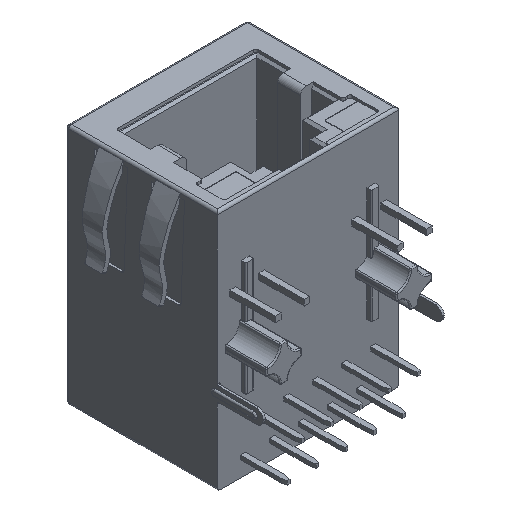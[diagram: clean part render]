
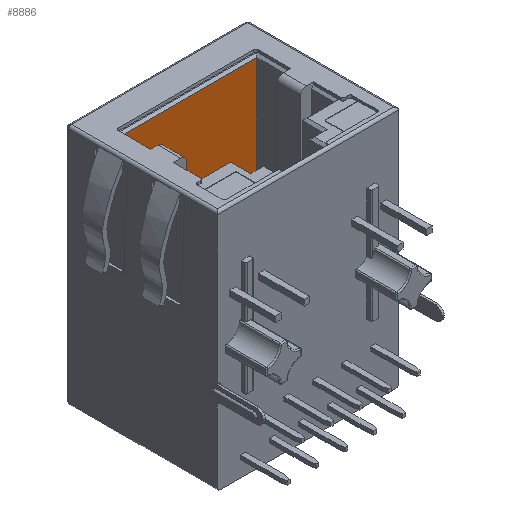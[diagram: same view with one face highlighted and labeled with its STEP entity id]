
A CAD part, isometric view. The second image highlights one B-rep face of the part: STEP entity #8886.
In plain terms, the highlighted planar face has unit normal (0, -1, 0).
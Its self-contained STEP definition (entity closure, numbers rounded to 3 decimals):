
#33 = DIRECTION ( 'NONE',  ( -1., 0., 0. ) ) ;
#225 = ORIENTED_EDGE ( 'NONE', *, *, #9992, .F. ) ;
#1440 = CARTESIAN_POINT ( 'NONE',  ( 5.95, 3.8, 20.8 ) ) ;
#2416 = VECTOR ( 'NONE', #33, 1000. ) ;
#2981 = VERTEX_POINT ( 'NONE', #9192 ) ;
#4264 = LINE ( 'NONE', #24350, #11406 ) ;
#4397 = DIRECTION ( 'NONE',  ( 0., 0., -1. ) ) ;
#5419 = CARTESIAN_POINT ( 'NONE',  ( -5.95, 3.8, 20.8 ) ) ;
#6552 = CARTESIAN_POINT ( 'NONE',  ( -5.95, 3.8, 20.8 ) ) ;
#6851 = VECTOR ( 'NONE', #7302, 1000. ) ;
#7147 = CARTESIAN_POINT ( 'NONE',  ( 5.95, 3.8, 21.25 ) ) ;
#7302 = DIRECTION ( 'NONE',  ( 0., 0., -1. ) ) ;
#7427 = LINE ( 'NONE', #5419, #6851 ) ;
#7523 = AXIS2_PLACEMENT_3D ( 'NONE', #7147, #7532, #15636 ) ;
#7532 = DIRECTION ( 'NONE',  ( 0., 1., 0. ) ) ;
#8298 = CARTESIAN_POINT ( 'NONE',  ( -5.95, 3.8, 11.45 ) ) ;
#8462 = LINE ( 'NONE', #10447, #19575 ) ;
#8886 = ADVANCED_FACE ( 'NONE', ( #17628 ), #25867, .F. ) ;
#9192 = CARTESIAN_POINT ( 'NONE',  ( 5.95, 3.8, 11.45 ) ) ;
#9333 = EDGE_CURVE ( 'NONE', #22456, #17053, #23880, .T. ) ;
#9992 = EDGE_CURVE ( 'NONE', #22456, #2981, #4264, .T. ) ;
#10447 = CARTESIAN_POINT ( 'NONE',  ( 5.95, 3.8, 11.45 ) ) ;
#11406 = VECTOR ( 'NONE', #4397, 1000. ) ;
#12898 = VERTEX_POINT ( 'NONE', #8298 ) ;
#13576 = ORIENTED_EDGE ( 'NONE', *, *, #9333, .T. ) ;
#15636 = DIRECTION ( 'NONE',  ( 1., 0., 0. ) ) ;
#16951 = ORIENTED_EDGE ( 'NONE', *, *, #22915, .F. ) ;
#17053 = VERTEX_POINT ( 'NONE', #6552 ) ;
#17628 = FACE_OUTER_BOUND ( 'NONE', #20648, .T. ) ;
#18266 = EDGE_CURVE ( 'NONE', #17053, #12898, #7427, .T. ) ;
#19575 = VECTOR ( 'NONE', #26268, 1000. ) ;
#20014 = CARTESIAN_POINT ( 'NONE',  ( 5.95, 3.8, 20.8 ) ) ;
#20648 = EDGE_LOOP ( 'NONE', ( #25443, #16951, #225, #13576 ) ) ;
#22456 = VERTEX_POINT ( 'NONE', #1440 ) ;
#22915 = EDGE_CURVE ( 'NONE', #2981, #12898, #8462, .T. ) ;
#23880 = LINE ( 'NONE', #20014, #2416 ) ;
#24350 = CARTESIAN_POINT ( 'NONE',  ( 5.95, 3.8, 20.8 ) ) ;
#25443 = ORIENTED_EDGE ( 'NONE', *, *, #18266, .T. ) ;
#25867 = PLANE ( 'NONE',  #7523 ) ;
#26268 = DIRECTION ( 'NONE',  ( -1., 0., 0. ) ) ;
